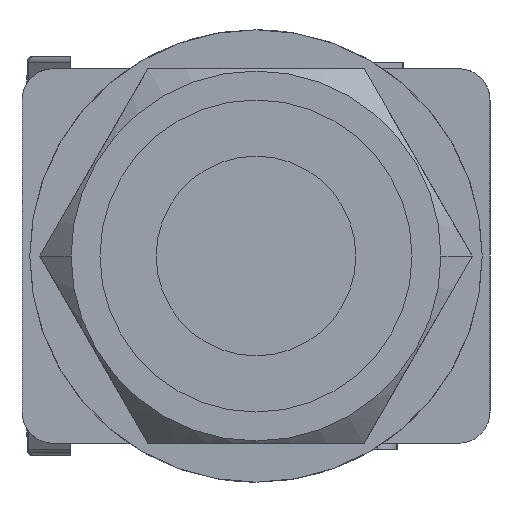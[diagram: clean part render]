
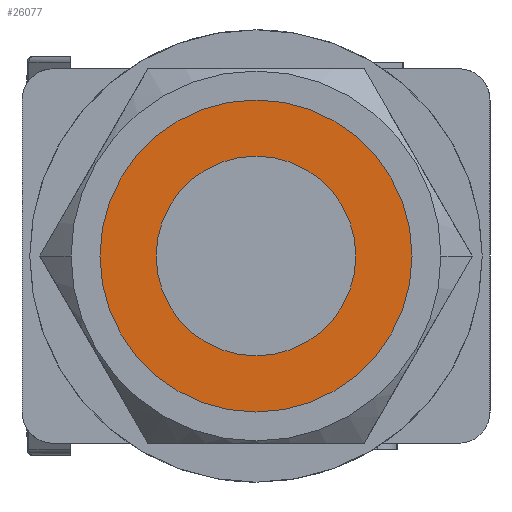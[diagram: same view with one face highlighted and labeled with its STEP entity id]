
A CAD part, left-side view. The second image highlights one B-rep face of the part: STEP entity #26077.
In plain terms, the highlighted planar face has unit normal (-1, 0, 0).
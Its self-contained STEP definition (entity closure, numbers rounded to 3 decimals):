
#8511=CARTESIAN_POINT('',(-30.5,0.,0.));
#8512=DIRECTION('',(1.,0.,0.));
#8513=DIRECTION('',(0.,0.,1.));
#8514=AXIS2_PLACEMENT_3D('',#8511,#8512,#8513);
#8516=CARTESIAN_POINT('',(-30.5,0.,0.));
#8517=DIRECTION('',(-1.,0.,0.));
#8518=DIRECTION('',(0.,0.,1.));
#8519=AXIS2_PLACEMENT_3D('',#8516,#8517,#8518);
#8521=CARTESIAN_POINT('',(-30.5,0.,0.));
#8522=DIRECTION('',(1.,0.,0.));
#8523=DIRECTION('',(0.,0.,1.));
#8524=AXIS2_PLACEMENT_3D('',#8521,#8522,#8523);
#8526=CARTESIAN_POINT('',(-30.5,0.,0.));
#8527=DIRECTION('',(-1.,0.,0.));
#8528=DIRECTION('',(0.,0.,1.));
#8529=AXIS2_PLACEMENT_3D('',#8526,#8527,#8528);
#14810=CARTESIAN_POINT('',(-30.5,0.,5.));
#14812=VERTEX_POINT('',#14810);
#14814=CARTESIAN_POINT('',(-30.5,0.,-5.));
#14816=VERTEX_POINT('',#14814);
#14818=CARTESIAN_POINT('',(-30.5,0.,3.2));
#14819=CARTESIAN_POINT('',(-30.5,0.,-3.2));
#14820=VERTEX_POINT('',#14818);
#14821=VERTEX_POINT('',#14819);
#26062=CARTESIAN_POINT('',(-30.5,0.,0.));
#26063=DIRECTION('',(-1.,0.,0.));
#26064=DIRECTION('',(0.,0.,-1.));
#26065=AXIS2_PLACEMENT_3D('',#26062,#26063,#26064);
#26066=PLANE('',#26065);
#26067=ORIENTED_EDGE('',*,*,#26055,.F.);
#26068=ORIENTED_EDGE('',*,*,#26044,.T.);
#26069=EDGE_LOOP('',(#26067,#26068));
#26070=FACE_OUTER_BOUND('',#26069,.F.);
#26072=ORIENTED_EDGE('',*,*,#26071,.F.);
#26074=ORIENTED_EDGE('',*,*,#26073,.T.);
#26075=EDGE_LOOP('',(#26072,#26074));
#26076=FACE_BOUND('',#26075,.F.);
#26077=ADVANCED_FACE('',(#26070,#26076),#26066,.T.);
#8515=CIRCLE('',#8514,5.);
#8520=CIRCLE('',#8519,5.);
#8525=CIRCLE('',#8524,3.2);
#8530=CIRCLE('',#8529,3.2);
#26044=EDGE_CURVE('',#14812,#14816,#8515,.T.);
#26055=EDGE_CURVE('',#14812,#14816,#8520,.T.);
#26071=EDGE_CURVE('',#14820,#14821,#8525,.T.);
#26073=EDGE_CURVE('',#14820,#14821,#8530,.T.);
